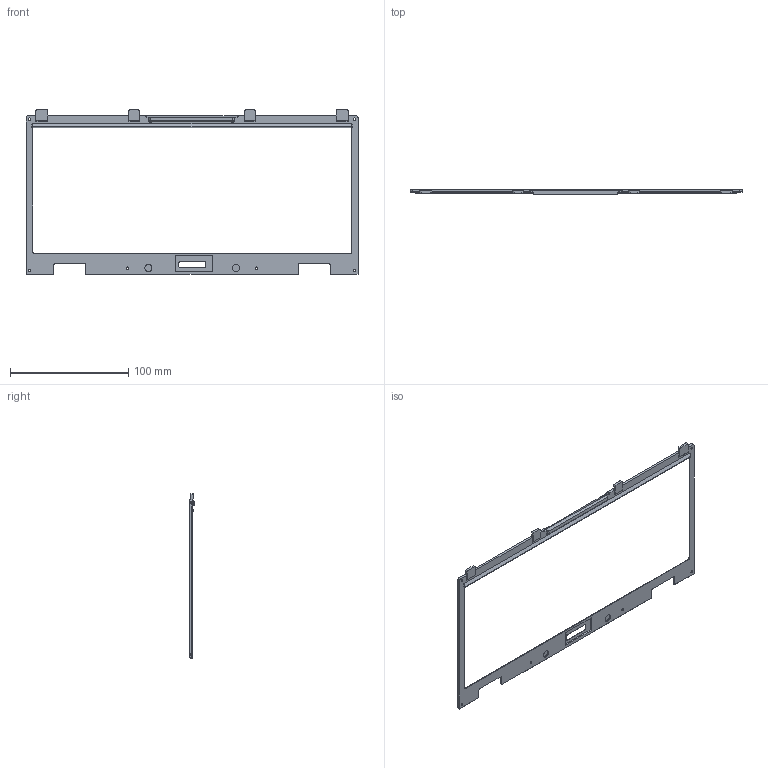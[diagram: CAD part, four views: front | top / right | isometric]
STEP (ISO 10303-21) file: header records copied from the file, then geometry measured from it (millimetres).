
FILE_DESCRIPTION(/* description */ (''),/* implementation_level */ '2;1');
FILE_NAME(/* name */ 'closing main box_top_08.10.2020.step',/* time_stamp */ '2020-10-08T15:14:57+02:00',/* author */ (''),/* organization */ (''),/* preprocessor_version */ 'ST-DEVELOPER v18.1',/* originating_system */ 'Autodesk Translation Framework v9.3.0.1241',/* authorisation */ '');
FILE_SCHEMA (('AUTOMOTIVE_DESIGN { 1 0 10303 214 3 1 1 }'));
Length unit declared in the file: millimetre
Products named in the file (1): closing main box_top
Bounding box: 280.67 x 4 x 139.33 mm (x, y, z)
Volume: 15284.5 mm3; surface area: 20410.4 mm2
Topology: 1 solids, 1 shells, 193 faces, 503 edges, 319 vertices
Faces by surface type: plane 94, cylinder 73, bspline 10, torus 6, cone 6, sphere 4
Full cylindrical faces by diameter (mm): 2 x6, 4 x6, 6 x2
Entity records: 6182 total; most frequent: CARTESIAN_POINT 1277, DIRECTION 1037, ORIENTED_EDGE 1006, EDGE_CURVE 503, AXIS2_PLACEMENT_3D 360, VERTEX_POINT 319, LINE 317, VECTOR 317
